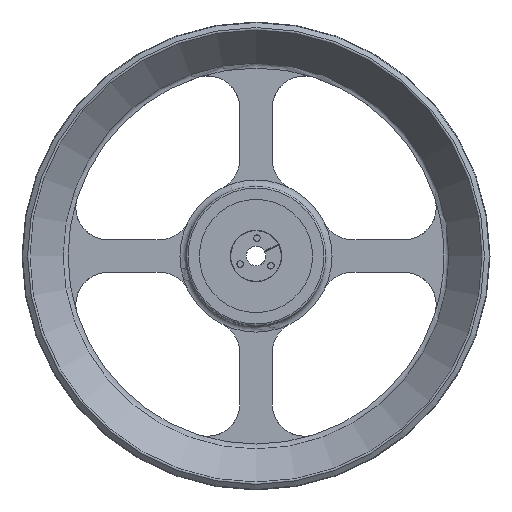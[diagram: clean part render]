
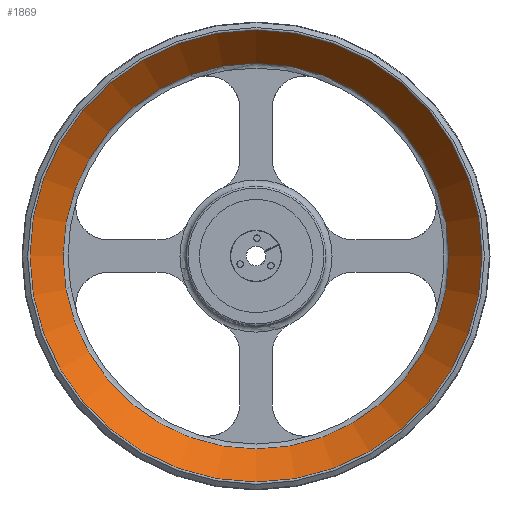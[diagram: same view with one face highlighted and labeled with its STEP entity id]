
A CAD part, top view. The second image highlights one B-rep face of the part: STEP entity #1869.
In plain terms, the highlighted conical face has half-angle 39 degrees and reference radius 64.74 mm.
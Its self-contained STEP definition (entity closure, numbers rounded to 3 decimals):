
#71=CONICAL_SURFACE('',#2205,64.74,0.681);
#221=FACE_OUTER_BOUND('',#333,.T.);
#333=EDGE_LOOP('',(#1493,#1494,#1495,#1496));
#460=LINE('',#3302,#572);
#572=VECTOR('',#2658,64.74);
#715=CIRCLE('',#2204,59.626);
#716=CIRCLE('',#2206,69.854);
#861=VERTEX_POINT('',#3297);
#862=VERTEX_POINT('',#3301);
#1087=EDGE_CURVE('',#861,#861,#715,.T.);
#1088=EDGE_CURVE('',#861,#862,#460,.T.);
#1089=EDGE_CURVE('',#862,#862,#716,.T.);
#1493=ORIENTED_EDGE('',*,*,#1087,.T.);
#1494=ORIENTED_EDGE('',*,*,#1088,.T.);
#1495=ORIENTED_EDGE('',*,*,#1089,.F.);
#1496=ORIENTED_EDGE('',*,*,#1088,.F.);
#1869=ADVANCED_FACE('',(#221),#71,.F.);
#2204=AXIS2_PLACEMENT_3D('',#3299,#2654,#2655);
#2205=AXIS2_PLACEMENT_3D('',#3300,#2656,#2657);
#2206=AXIS2_PLACEMENT_3D('',#3303,#2659,#2660);
#2654=DIRECTION('center_axis',(0.,0.,-1.));
#2655=DIRECTION('ref_axis',(1.,0.,0.));
#2656=DIRECTION('center_axis',(0.,0.,1.));
#2657=DIRECTION('ref_axis',(-1.,0.,0.));
#2658=DIRECTION('',(0.629,0.,0.777));
#2659=DIRECTION('center_axis',(0.,0.,-1.));
#2660=DIRECTION('ref_axis',(1.,0.,0.));
#3297=CARTESIAN_POINT('',(59.626,0.,2.241));
#3299=CARTESIAN_POINT('Origin',(0.,0.,2.241));
#3300=CARTESIAN_POINT('Origin',(0.,0.,8.556));
#3301=CARTESIAN_POINT('',(69.854,0.,14.871));
#3302=CARTESIAN_POINT('',(64.74,0.,8.556));
#3303=CARTESIAN_POINT('Origin',(0.,0.,14.871));
